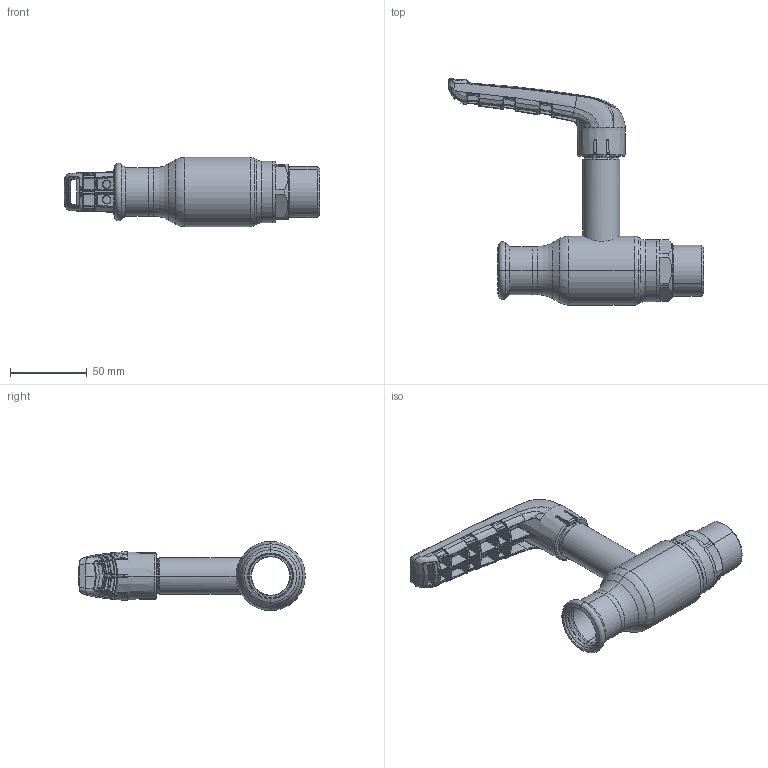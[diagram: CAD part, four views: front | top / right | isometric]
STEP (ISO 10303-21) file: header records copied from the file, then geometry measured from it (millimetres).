
FILE_DESCRIPTION (( 'STEP AP214' ), '1' );
FILE_NAME ('1025001201-xxxx.step', '2019-05-07T12:44:42', ( '' ), ( '' ), 'SwSTEP 2.0', 'SolidWorks 2017', '' );
FILE_SCHEMA (( 'AUTOMOTIVE_DESIGN' ));
Length unit declared in the file: millimetre
Products named in the file (1): 1025001201-xxxx
Bounding box: 166.07 x 147.31 x 45 mm (x, y, z)
Surface area: 45049.5 mm2 (no closed solid volume)
Topology: 0 solids, 8 shells, 754 faces, 2469 edges, 1611 vertices
Faces by surface type: bspline 590, plane 62, cylinder 40, cone 31, torus 23, sphere 8
Entity records: 59033 total; most frequent: CARTESIAN_POINT 34913, ORIENTED_EDGE 4043, EDGE_CURVE 2463, B_SPLINE_CURVE_WITH_KNOTS 1712, DIRECTION 1658, VERTEX_POINT 1611, EDGE_LOOP 774, UNCERTAINTY_MEASURE_WITH_UNIT 756
